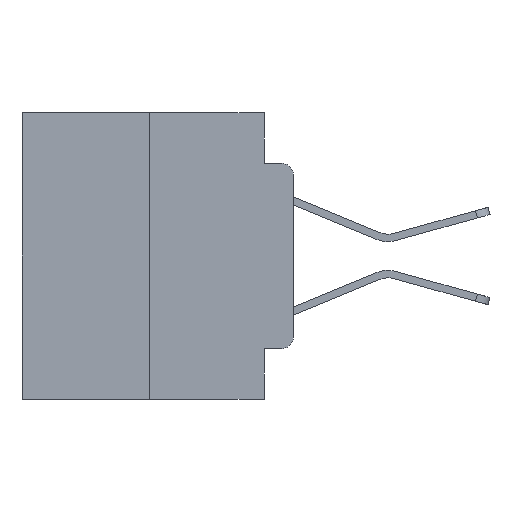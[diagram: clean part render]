
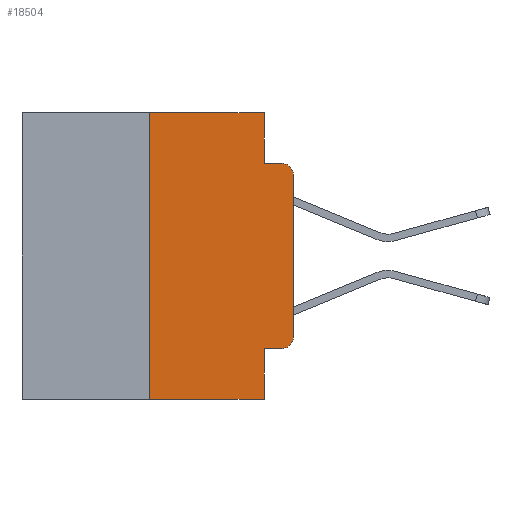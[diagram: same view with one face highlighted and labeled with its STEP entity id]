
A CAD part, left-side view. The second image highlights one B-rep face of the part: STEP entity #18504.
In plain terms, the highlighted planar face has unit normal (-1, 0, 0).
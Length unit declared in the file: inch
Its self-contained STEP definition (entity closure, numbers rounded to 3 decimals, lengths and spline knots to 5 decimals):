
#8 = CARTESIAN_POINT ( 'NONE',  ( 0., 0.051, 0. ) ) ;
#76 = EDGE_LOOP ( 'NONE', ( #13014, #3551, #23083, #17042, #28614, #8263, #1420, #28047, #27040, #5416 ) ) ;
#456 = PLANE ( 'NONE',  #13441 ) ;
#1159 = CARTESIAN_POINT ( 'NONE',  ( 0., 0.02, -0.0885 ) ) ;
#1420 = ORIENTED_EDGE ( 'NONE', *, *, #6920, .T. ) ;
#2587 = CIRCLE ( 'NONE', #3530, 0.02 ) ;
#2738 = DIRECTION ( 'NONE',  ( 0., 0., -1. ) ) ;
#3180 = CARTESIAN_POINT ( 'NONE',  ( 0., 0.051, 0. ) ) ;
#3355 = EDGE_CURVE ( 'NONE', #5303, #28328, #20980, .T. ) ;
#3530 = AXIS2_PLACEMENT_3D ( 'NONE', #15637, #13469, #4590 ) ;
#3551 = ORIENTED_EDGE ( 'NONE', *, *, #15105, .T. ) ;
#3723 = VECTOR ( 'NONE', #14317, 39.37008 ) ;
#4395 = DIRECTION ( 'NONE',  ( -1., 0., 0. ) ) ;
#4415 = EDGE_CURVE ( 'NONE', #14389, #12261, #26881, .T. ) ;
#4590 = DIRECTION ( 'NONE',  ( 0., 0., -1. ) ) ;
#4949 = CARTESIAN_POINT ( 'NONE',  ( 0., 0.473, 0. ) ) ;
#5070 = CARTESIAN_POINT ( 'NONE',  ( 0., 0.25, -0.5 ) ) ;
#5303 = VERTEX_POINT ( 'NONE', #13236 ) ;
#5340 = VECTOR ( 'NONE', #17670, 39.37008 ) ;
#5416 = ORIENTED_EDGE ( 'NONE', *, *, #12936, .T. ) ;
#5444 = VECTOR ( 'NONE', #19170, 39.37008 ) ;
#5476 = EDGE_CURVE ( 'NONE', #27942, #28446, #9588, .T. ) ;
#6824 = CARTESIAN_POINT ( 'NONE',  ( 0., 0.051, 0. ) ) ;
#6920 = EDGE_CURVE ( 'NONE', #25384, #20518, #19037, .T. ) ;
#7580 = CARTESIAN_POINT ( 'NONE',  ( 0., 0., -0.3915 ) ) ;
#7662 = EDGE_CURVE ( 'NONE', #11632, #18729, #16063, .T. ) ;
#8263 = ORIENTED_EDGE ( 'NONE', *, *, #19140, .F. ) ;
#8797 = CARTESIAN_POINT ( 'NONE',  ( 0., 0., 0. ) ) ;
#9166 = DIRECTION ( 'NONE',  ( 1., 0., 0. ) ) ;
#9588 = LINE ( 'NONE', #27312, #9843 ) ;
#9843 = VECTOR ( 'NONE', #24558, 39.37008 ) ;
#9913 = CIRCLE ( 'NONE', #16410, 0.02 ) ;
#11497 = FACE_OUTER_BOUND ( 'NONE', #76, .T. ) ;
#11571 = CARTESIAN_POINT ( 'NONE',  ( 0., 0.051, -0.4115 ) ) ;
#11632 = VERTEX_POINT ( 'NONE', #28333 ) ;
#12261 = VERTEX_POINT ( 'NONE', #18564 ) ;
#12618 = VECTOR ( 'NONE', #19398, 39.37008 ) ;
#12628 = LINE ( 'NONE', #3180, #17946 ) ;
#12936 = EDGE_CURVE ( 'NONE', #18729, #14389, #9913, .T. ) ;
#13014 = ORIENTED_EDGE ( 'NONE', *, *, #4415, .T. ) ;
#13236 = CARTESIAN_POINT ( 'NONE',  ( 0., 0.051, -0.0885 ) ) ;
#13441 = AXIS2_PLACEMENT_3D ( 'NONE', #4949, #9166, #18338 ) ;
#13469 = DIRECTION ( 'NONE',  ( -1., 0., 0. ) ) ;
#14317 = DIRECTION ( 'NONE',  ( 0., -1., 0. ) ) ;
#14389 = VERTEX_POINT ( 'NONE', #7580 ) ;
#14460 = DIRECTION ( 'NONE',  ( 0., -1., 0. ) ) ;
#14904 = LINE ( 'NONE', #23736, #12618 ) ;
#15105 = EDGE_CURVE ( 'NONE', #12261, #28328, #2587, .T. ) ;
#15637 = CARTESIAN_POINT ( 'NONE',  ( 0., 0.02, -0.1085 ) ) ;
#16063 = LINE ( 'NONE', #11571, #3723 ) ;
#16410 = AXIS2_PLACEMENT_3D ( 'NONE', #17928, #4395, #22566 ) ;
#16554 = DIRECTION ( 'NONE',  ( 0., 0., -1. ) ) ;
#16721 = CARTESIAN_POINT ( 'NONE',  ( 0., 0.473, -0.5 ) ) ;
#17042 = ORIENTED_EDGE ( 'NONE', *, *, #20250, .F. ) ;
#17670 = DIRECTION ( 'NONE',  ( 0., 0., 1. ) ) ;
#17928 = CARTESIAN_POINT ( 'NONE',  ( 0., 0.02, -0.3915 ) ) ;
#17946 = VECTOR ( 'NONE', #16554, 39.37008 ) ;
#18338 = DIRECTION ( 'NONE',  ( 0., 0., -1. ) ) ;
#18477 = VECTOR ( 'NONE', #14460, 39.37008 ) ;
#18504 = ADVANCED_FACE ( 'NONE', ( #11497 ), #456, .F. ) ;
#18564 = CARTESIAN_POINT ( 'NONE',  ( 0., 0., -0.1085 ) ) ;
#18729 = VERTEX_POINT ( 'NONE', #25990 ) ;
#19010 = CARTESIAN_POINT ( 'NONE',  ( 0., 0.051, -0.5 ) ) ;
#19037 = LINE ( 'NONE', #16721, #5444 ) ;
#19140 = EDGE_CURVE ( 'NONE', #25384, #27942, #14904, .T. ) ;
#19170 = DIRECTION ( 'NONE',  ( 0., -1., 0. ) ) ;
#19398 = DIRECTION ( 'NONE',  ( 0., 0., 1. ) ) ;
#20250 = EDGE_CURVE ( 'NONE', #28446, #5303, #24823, .T. ) ;
#20518 = VERTEX_POINT ( 'NONE', #19010 ) ;
#20980 = LINE ( 'NONE', #25899, #18477 ) ;
#22566 = DIRECTION ( 'NONE',  ( 0., 0., -1. ) ) ;
#22866 = VECTOR ( 'NONE', #2738, 39.37008 ) ;
#23083 = ORIENTED_EDGE ( 'NONE', *, *, #3355, .F. ) ;
#23736 = CARTESIAN_POINT ( 'NONE',  ( 0., 0.25, 0. ) ) ;
#24558 = DIRECTION ( 'NONE',  ( 0., -1., 0. ) ) ;
#24823 = LINE ( 'NONE', #8, #22866 ) ;
#25384 = VERTEX_POINT ( 'NONE', #5070 ) ;
#25510 = EDGE_CURVE ( 'NONE', #11632, #20518, #12628, .T. ) ;
#25899 = CARTESIAN_POINT ( 'NONE',  ( 0., 0.051, -0.0885 ) ) ;
#25990 = CARTESIAN_POINT ( 'NONE',  ( 0., 0.02, -0.4115 ) ) ;
#26881 = LINE ( 'NONE', #8797, #5340 ) ;
#27040 = ORIENTED_EDGE ( 'NONE', *, *, #7662, .T. ) ;
#27312 = CARTESIAN_POINT ( 'NONE',  ( 0., 0.473, 0. ) ) ;
#27942 = VERTEX_POINT ( 'NONE', #28099 ) ;
#28047 = ORIENTED_EDGE ( 'NONE', *, *, #25510, .F. ) ;
#28099 = CARTESIAN_POINT ( 'NONE',  ( 0., 0.25, 0. ) ) ;
#28328 = VERTEX_POINT ( 'NONE', #1159 ) ;
#28333 = CARTESIAN_POINT ( 'NONE',  ( 0., 0.051, -0.4115 ) ) ;
#28446 = VERTEX_POINT ( 'NONE', #6824 ) ;
#28614 = ORIENTED_EDGE ( 'NONE', *, *, #5476, .F. ) ;
